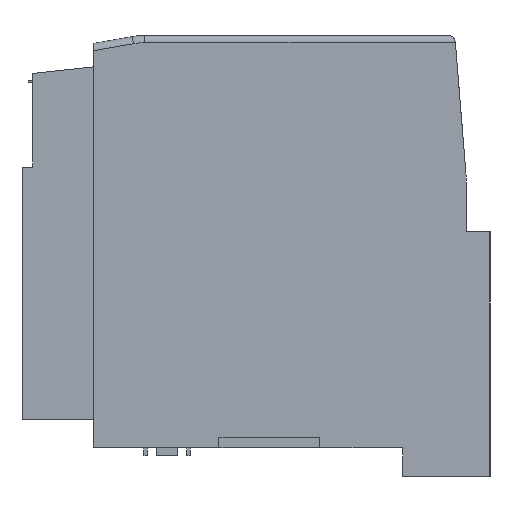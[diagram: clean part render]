
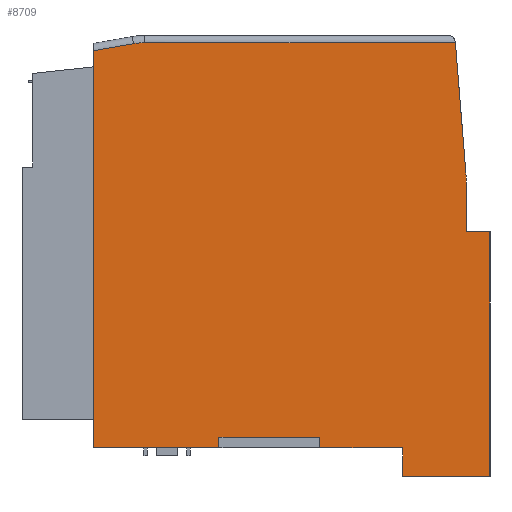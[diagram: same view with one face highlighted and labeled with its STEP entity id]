
A CAD part, left-side view. The second image highlights one B-rep face of the part: STEP entity #8709.
In plain terms, the highlighted planar face has unit normal (-1, 0, 0).
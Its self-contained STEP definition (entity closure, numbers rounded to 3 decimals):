
#35 = ORIENTED_EDGE ( 'NONE', *, *, #1783, .F. ) ;
#152 = FACE_OUTER_BOUND ( 'NONE', #16933, .T. ) ;
#440 = CARTESIAN_POINT ( 'NONE',  ( -23.8, -24.431, 56.35 ) ) ;
#459 = CARTESIAN_POINT ( 'NONE',  ( -23.8, -25.95, 0. ) ) ;
#819 = DIRECTION ( 'NONE',  ( 0., 0., -1. ) ) ;
#857 = EDGE_CURVE ( 'NONE', #10443, #15090, #5282, .T. ) ;
#868 = LINE ( 'NONE', #10607, #6737 ) ;
#1264 = VECTOR ( 'NONE', #6885, 1000. ) ;
#1627 = CARTESIAN_POINT ( 'NONE',  ( -23.8, 8.45, 1.5 ) ) ;
#1773 = DIRECTION ( 'NONE',  ( 0., 0., -1. ) ) ;
#1783 = EDGE_CURVE ( 'NONE', #15190, #24222, #25091, .T. ) ;
#2028 = EDGE_CURVE ( 'NONE', #22146, #23853, #19098, .T. ) ;
#2290 = CARTESIAN_POINT ( 'NONE',  ( -23.8, -5.55, 1.5 ) ) ;
#2540 = VERTEX_POINT ( 'NONE', #19648 ) ;
#2660 = VERTEX_POINT ( 'NONE', #2290 ) ;
#2680 = DIRECTION ( 'NONE',  ( 0., -1., 0. ) ) ;
#2785 = ORIENTED_EDGE ( 'NONE', *, *, #26184, .F. ) ;
#3069 = ORIENTED_EDGE ( 'NONE', *, *, #857, .F. ) ;
#3233 = CARTESIAN_POINT ( 'NONE',  ( -23.8, -17.09, -4. ) ) ;
#3387 = CARTESIAN_POINT ( 'NONE',  ( -23.8, -17.09, -4. ) ) ;
#3475 = EDGE_CURVE ( 'NONE', #27610, #15890, #24394, .T. ) ;
#3901 = CARTESIAN_POINT ( 'NONE',  ( -23.8, -24.35, 57.35 ) ) ;
#4110 = CARTESIAN_POINT ( 'NONE',  ( -23.8, 18.784, 47.35 ) ) ;
#4650 = CARTESIAN_POINT ( 'NONE',  ( -23.8, -25.95, 0. ) ) ;
#4703 = CARTESIAN_POINT ( 'NONE',  ( -23.8, -5.95, 36.791 ) ) ;
#5226 = CARTESIAN_POINT ( 'NONE',  ( -23.8, 8.45, 1.5 ) ) ;
#5282 = LINE ( 'NONE', #14141, #11165 ) ;
#6144 = DIRECTION ( 'NONE',  ( 0., -0.081, -0.997 ) ) ;
#6336 = DIRECTION ( 'NONE',  ( 0., 0., -1. ) ) ;
#6559 = VERTEX_POINT ( 'NONE', #13214 ) ;
#6610 = VERTEX_POINT ( 'NONE', #19776 ) ;
#6737 = VECTOR ( 'NONE', #1773, 1000. ) ;
#6885 = DIRECTION ( 'NONE',  ( 0., -1., 0. ) ) ;
#6931 = DIRECTION ( 'NONE',  ( 0., 0., -1. ) ) ;
#7053 = ORIENTED_EDGE ( 'NONE', *, *, #2028, .T. ) ;
#7074 = ORIENTED_EDGE ( 'NONE', *, *, #24374, .F. ) ;
#7291 = VECTOR ( 'NONE', #2680, 1000. ) ;
#7500 = DIRECTION ( 'NONE',  ( 0., 0.985, -0.172 ) ) ;
#7630 = ORIENTED_EDGE ( 'NONE', *, *, #28437, .T. ) ;
#8404 = AXIS2_PLACEMENT_3D ( 'NONE', #4110, #19627, #6336 ) ;
#8470 = EDGE_CURVE ( 'NONE', #12665, #18148, #16899, .T. ) ;
#8637 = ORIENTED_EDGE ( 'NONE', *, *, #18151, .T. ) ;
#8709 = ADVANCED_FACE ( 'NONE', ( #152 ), #17271, .F. ) ;
#9133 = VERTEX_POINT ( 'NONE', #5226 ) ;
#9473 = DIRECTION ( 'NONE',  ( 0., 1., 0. ) ) ;
#9791 = CIRCLE ( 'NONE', #8404, 9. ) ;
#9848 = VECTOR ( 'NONE', #14559, 1000. ) ;
#9906 = VECTOR ( 'NONE', #9473, 1000. ) ;
#10229 = ORIENTED_EDGE ( 'NONE', *, *, #22270, .T. ) ;
#10443 = VERTEX_POINT ( 'NONE', #16841 ) ;
#10518 = VERTEX_POINT ( 'NONE', #12637 ) ;
#10598 = ORIENTED_EDGE ( 'NONE', *, *, #21918, .T. ) ;
#10607 = CARTESIAN_POINT ( 'NONE',  ( -23.8, -5.55, 1.5 ) ) ;
#11165 = VECTOR ( 'NONE', #819, 1000. ) ;
#12395 = LINE ( 'NONE', #4650, #1264 ) ;
#12557 = VECTOR ( 'NONE', #16643, 1000. ) ;
#12637 = CARTESIAN_POINT ( 'NONE',  ( -23.8, 8.45, 0. ) ) ;
#12665 = VERTEX_POINT ( 'NONE', #13716 ) ;
#12756 = EDGE_CURVE ( 'NONE', #2540, #15090, #21731, .T. ) ;
#12914 = DIRECTION ( 'NONE',  ( 1., 0., 0. ) ) ;
#13214 = CARTESIAN_POINT ( 'NONE',  ( -23.8, 25.95, 0. ) ) ;
#13320 = CARTESIAN_POINT ( 'NONE',  ( -23.8, 25.95, 57.35 ) ) ;
#13414 = DIRECTION ( 'NONE',  ( 0., 0., -1. ) ) ;
#13534 = EDGE_CURVE ( 'NONE', #2660, #9133, #23483, .T. ) ;
#13710 = EDGE_CURVE ( 'NONE', #24222, #23853, #21683, .T. ) ;
#13716 = CARTESIAN_POINT ( 'NONE',  ( -23.8, 20.332, 56.216 ) ) ;
#13950 = DIRECTION ( 'NONE',  ( 0., 1., 0. ) ) ;
#14141 = CARTESIAN_POINT ( 'NONE',  ( -23.8, -25.95, 57.35 ) ) ;
#14197 = CARTESIAN_POINT ( 'NONE',  ( -23.8, -29.25, 30.05 ) ) ;
#14559 = DIRECTION ( 'NONE',  ( 0., 0., 1. ) ) ;
#14704 = LINE ( 'NONE', #1627, #26534 ) ;
#15090 = VERTEX_POINT ( 'NONE', #18422 ) ;
#15150 = ORIENTED_EDGE ( 'NONE', *, *, #13710, .F. ) ;
#15190 = VERTEX_POINT ( 'NONE', #28081 ) ;
#15890 = VERTEX_POINT ( 'NONE', #21179 ) ;
#15972 = VECTOR ( 'NONE', #19973, 1000. ) ;
#16546 = EDGE_CURVE ( 'NONE', #9133, #10518, #14704, .T. ) ;
#16643 = DIRECTION ( 'NONE',  ( 0., 1., 0. ) ) ;
#16841 = CARTESIAN_POINT ( 'NONE',  ( -23.8, -25.95, 36.791 ) ) ;
#16899 = LINE ( 'NONE', #18660, #28713 ) ;
#16933 = EDGE_LOOP ( 'NONE', ( #7074, #23637, #10598, #26686, #7630, #19066, #28666, #25974, #8637, #7053, #15150, #35, #2785, #22031, #3069, #10229 ) ) ;
#17162 = DIRECTION ( 'NONE',  ( 0., 0., -1. ) ) ;
#17271 = PLANE ( 'NONE',  #24931 ) ;
#17510 = VECTOR ( 'NONE', #27327, 1000. ) ;
#18148 = VERTEX_POINT ( 'NONE', #26169 ) ;
#18151 = EDGE_CURVE ( 'NONE', #2660, #22146, #868, .T. ) ;
#18422 = CARTESIAN_POINT ( 'NONE',  ( -23.8, -25.95, 30.05 ) ) ;
#18660 = CARTESIAN_POINT ( 'NONE',  ( -23.8, -24.773, 64.091 ) ) ;
#18976 = VECTOR ( 'NONE', #13414, 1000. ) ;
#19066 = ORIENTED_EDGE ( 'NONE', *, *, #26259, .T. ) ;
#19098 = LINE ( 'NONE', #459, #7291 ) ;
#19129 = VECTOR ( 'NONE', #13950, 1000. ) ;
#19627 = DIRECTION ( 'NONE',  ( -1., 0., 0. ) ) ;
#19648 = CARTESIAN_POINT ( 'NONE',  ( -23.8, -29.25, 30.05 ) ) ;
#19750 = AXIS2_PLACEMENT_3D ( 'NONE', #4703, #20213, #6931 ) ;
#19776 = CARTESIAN_POINT ( 'NONE',  ( -23.8, -25.885, 38.406 ) ) ;
#19929 = CARTESIAN_POINT ( 'NONE',  ( -23.8, -17.09, 0. ) ) ;
#19973 = DIRECTION ( 'NONE',  ( 0., 0., -1. ) ) ;
#20213 = DIRECTION ( 'NONE',  ( -1., 0., 0. ) ) ;
#20499 = CARTESIAN_POINT ( 'NONE',  ( -23.8, -17.09, -4. ) ) ;
#20551 = CARTESIAN_POINT ( 'NONE',  ( -23.8, 0., 1.5 ) ) ;
#21179 = CARTESIAN_POINT ( 'NONE',  ( -23.8, 18.784, 56.35 ) ) ;
#21264 = VECTOR ( 'NONE', #6144, 1000. ) ;
#21683 = LINE ( 'NONE', #3387, #9848 ) ;
#21731 = LINE ( 'NONE', #14197, #9906 ) ;
#21918 = EDGE_CURVE ( 'NONE', #15890, #12665, #9791, .T. ) ;
#22031 = ORIENTED_EDGE ( 'NONE', *, *, #12756, .T. ) ;
#22146 = VERTEX_POINT ( 'NONE', #24378 ) ;
#22270 = EDGE_CURVE ( 'NONE', #10443, #6610, #27556, .T. ) ;
#22582 = LINE ( 'NONE', #13320, #15972 ) ;
#22688 = LINE ( 'NONE', #3901, #21264 ) ;
#23483 = LINE ( 'NONE', #20551, #17510 ) ;
#23637 = ORIENTED_EDGE ( 'NONE', *, *, #3475, .T. ) ;
#23853 = VERTEX_POINT ( 'NONE', #19929 ) ;
#24222 = VERTEX_POINT ( 'NONE', #3233 ) ;
#24374 = EDGE_CURVE ( 'NONE', #27610, #6610, #22688, .T. ) ;
#24378 = CARTESIAN_POINT ( 'NONE',  ( -23.8, -5.55, 0. ) ) ;
#24394 = LINE ( 'NONE', #27629, #12557 ) ;
#24524 = CARTESIAN_POINT ( 'NONE',  ( -23.8, -29.25, 30.05 ) ) ;
#24931 = AXIS2_PLACEMENT_3D ( 'NONE', #26230, #12914, #28470 ) ;
#25091 = LINE ( 'NONE', #20499, #19129 ) ;
#25631 = LINE ( 'NONE', #24524, #18976 ) ;
#25974 = ORIENTED_EDGE ( 'NONE', *, *, #13534, .F. ) ;
#26169 = CARTESIAN_POINT ( 'NONE',  ( -23.8, 25.95, 55.235 ) ) ;
#26184 = EDGE_CURVE ( 'NONE', #2540, #15190, #25631, .T. ) ;
#26230 = CARTESIAN_POINT ( 'NONE',  ( -23.8, -25.95, 57.35 ) ) ;
#26259 = EDGE_CURVE ( 'NONE', #6559, #10518, #12395, .T. ) ;
#26534 = VECTOR ( 'NONE', #17162, 1000. ) ;
#26686 = ORIENTED_EDGE ( 'NONE', *, *, #8470, .T. ) ;
#27327 = DIRECTION ( 'NONE',  ( 0., 1., 0. ) ) ;
#27556 = CIRCLE ( 'NONE', #19750, 20. ) ;
#27610 = VERTEX_POINT ( 'NONE', #440 ) ;
#27629 = CARTESIAN_POINT ( 'NONE',  ( -23.8, -25.95, 56.35 ) ) ;
#28081 = CARTESIAN_POINT ( 'NONE',  ( -23.8, -29.25, -4. ) ) ;
#28437 = EDGE_CURVE ( 'NONE', #18148, #6559, #22582, .T. ) ;
#28470 = DIRECTION ( 'NONE',  ( 0., 0., -1. ) ) ;
#28666 = ORIENTED_EDGE ( 'NONE', *, *, #16546, .F. ) ;
#28713 = VECTOR ( 'NONE', #7500, 1000. ) ;
